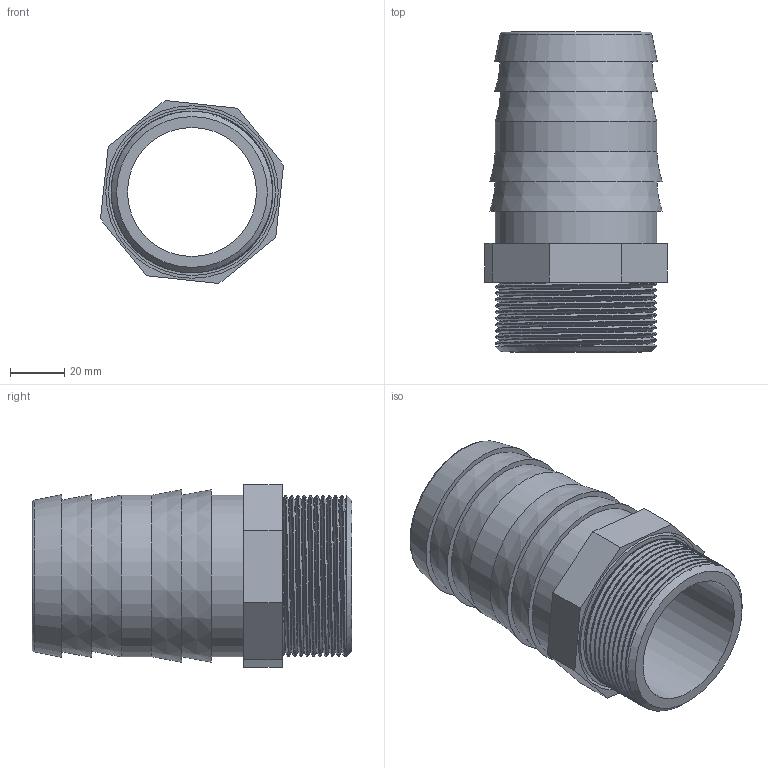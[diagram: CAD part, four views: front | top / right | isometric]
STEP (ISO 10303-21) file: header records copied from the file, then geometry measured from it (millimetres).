
FILE_DESCRIPTION(/* description */ (''),/* implementation_level */ '2;1');
FILE_NAME(/* name */ 'HN610630.ipt.stp',/* time_stamp */ '2017-01-25T10:25:25+01:00',/* author */ ('Gabriele'),/* organization */ (''),/* preprocessor_version */ 'ST-DEVELOPER v16.5',/* originating_system */ 'Autodesk Inventor 2017',/* authorisation */ '');
FILE_SCHEMA (('AUTOMOTIVE_DESIGN { 1 0 10303 214 3 1 1 }'));
Length unit declared in the file: millimetre
Products named in the file (1): HN610630
Bounding box: 67.49 x 118 x 67.49 mm (x, y, z)
Volume: 121653.3 mm3; surface area: 62048.6 mm2
Topology: 3 solids, 3 shells, 42 faces, 84 edges, 55 vertices
Faces by surface type: plane 21, cylinder 8, cone 6, bspline 6, torus 1
Full cylindrical faces by diameter (mm): 47.61 x1, 56.596 x2, 59.61 x2, 61.61 x1, 63.61 x1
Entity records: 5798 total; most frequent: CARTESIAN_POINT 4967, DIRECTION 152, ORIENTED_EDGE 140, EDGE_CURVE 70, EDGE_LOOP 69, AXIS2_PLACEMENT_3D 64, VERTEX_POINT 55, FACE_OUTER_BOUND 42
